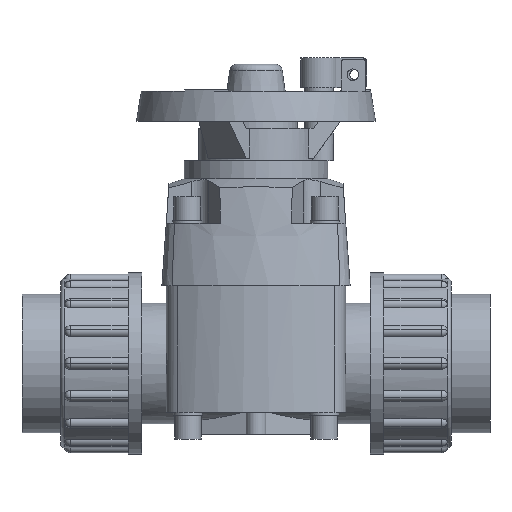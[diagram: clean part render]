
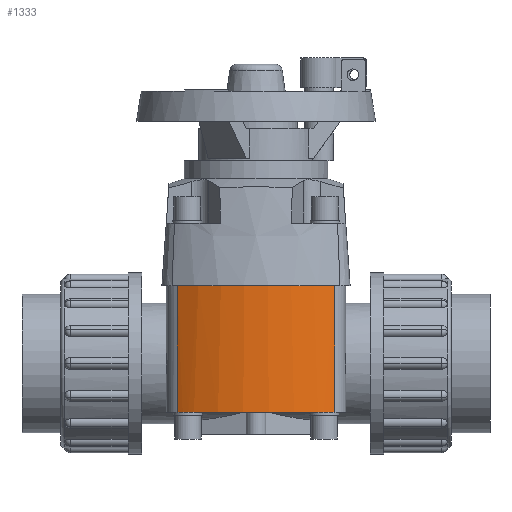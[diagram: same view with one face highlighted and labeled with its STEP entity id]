
A CAD part, front view. The second image highlights one B-rep face of the part: STEP entity #1333.
In plain terms, the highlighted cylindrical face has radius 85.8 mm (diameter 171.6 mm), a partial arc.
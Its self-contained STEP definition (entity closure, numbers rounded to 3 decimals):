
#1333=ADVANCED_FACE('',(#2724),#2725,.T.);
#2724=FACE_OUTER_BOUND('',#4148,.T.);
#2725=CYLINDRICAL_SURFACE('',#4149,85.8);
#4148=EDGE_LOOP('',(#8159,#8160,#8161,#8162,#8163,#8164));
#4149=AXIS2_PLACEMENT_3D('',#8165,#8166,#8167);
#8159=ORIENTED_EDGE('',*,*,#9755,.T.);
#8160=ORIENTED_EDGE('',*,*,#10042,.T.);
#8161=ORIENTED_EDGE('',*,*,#9789,.T.);
#8162=ORIENTED_EDGE('',*,*,#10008,.F.);
#8163=ORIENTED_EDGE('',*,*,#9814,.T.);
#8164=ORIENTED_EDGE('',*,*,#10040,.T.);
#8165=CARTESIAN_POINT('',(0.,29.7,44.255));
#8166=DIRECTION('',(0.0,0.0,-1.0));
#8167=DIRECTION('',(0.522,-0.853,0.0));
#9755=EDGE_CURVE('',#12066,#10554,#12068,.T.);
#9789=EDGE_CURVE('',#10516,#12110,#12111,.T.);
#9814=EDGE_CURVE('',#12148,#12146,#12149,.T.);
#10008=EDGE_CURVE('',#12148,#12110,#12385,.T.);
#10040=EDGE_CURVE('',#12146,#12066,#12423,.T.);
#10042=EDGE_CURVE('',#10554,#10516,#12425,.T.);
#10516=VERTEX_POINT('',#13186);
#10554=VERTEX_POINT('',#13232);
#12066=VERTEX_POINT('',#16423);
#12068=CIRCLE('',#16425,85.8);
#12110=VERTEX_POINT('',#16471);
#12111=CIRCLE('',#16472,85.8);
#12146=VERTEX_POINT('',#16510);
#12148=VERTEX_POINT('',#16512);
#12149=CIRCLE('',#16513,85.8);
#12385=LINE('',#16961,#16962);
#12423=LINE('',#17029,#17030);
#12425=CIRCLE('',#17032,85.8);
#13186=CARTESIAN_POINT('',(35.235,-48.531,-27.861));
#13232=CARTESIAN_POINT('',(-35.235,-48.531,-27.861));
#16423=CARTESIAN_POINT('',(-44.786,-43.484,-27.861));
#16425=AXIS2_PLACEMENT_3D('',#19087,#19088,#19089);
#16471=CARTESIAN_POINT('',(44.786,-43.484,-27.861));
#16472=AXIS2_PLACEMENT_3D('',#19148,#19149,#19150);
#16510=CARTESIAN_POINT('',(-44.786,-43.484,44.255));
#16512=CARTESIAN_POINT('',(44.786,-43.484,44.255));
#16513=AXIS2_PLACEMENT_3D('',#19196,#19197,#19198);
#16961=CARTESIAN_POINT('',(44.786,-43.484,44.255));
#16962=VECTOR('',#19446,1.0);
#17029=CARTESIAN_POINT('',(-44.786,-43.484,44.255));
#17030=VECTOR('',#19482,1.0);
#17032=AXIS2_PLACEMENT_3D('',#19483,#19484,#19485);
#19087=CARTESIAN_POINT('',(0.,29.7,-27.861));
#19088=DIRECTION('',(-0.0,0.0,1.0));
#19089=DIRECTION('',(0.522,-0.853,0.0));
#19148=CARTESIAN_POINT('',(0.,29.7,-27.861));
#19149=DIRECTION('',(-0.0,0.0,1.0));
#19150=DIRECTION('',(0.522,-0.853,0.0));
#19196=CARTESIAN_POINT('',(0.,29.7,44.255));
#19197=DIRECTION('',(0.0,0.0,-1.0));
#19198=DIRECTION('',(0.522,-0.853,0.0));
#19446=DIRECTION('',(0.0,0.0,-1.0));
#19482=DIRECTION('',(0.0,0.0,-1.0));
#19483=CARTESIAN_POINT('',(0.,29.7,-27.861));
#19484=DIRECTION('',(-0.0,0.0,1.0));
#19485=DIRECTION('',(0.522,-0.853,0.0));
